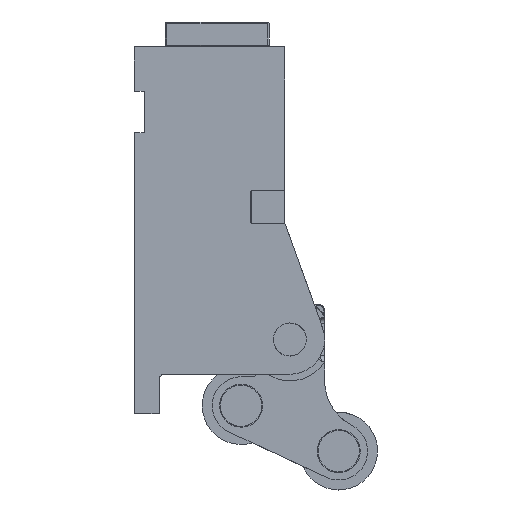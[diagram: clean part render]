
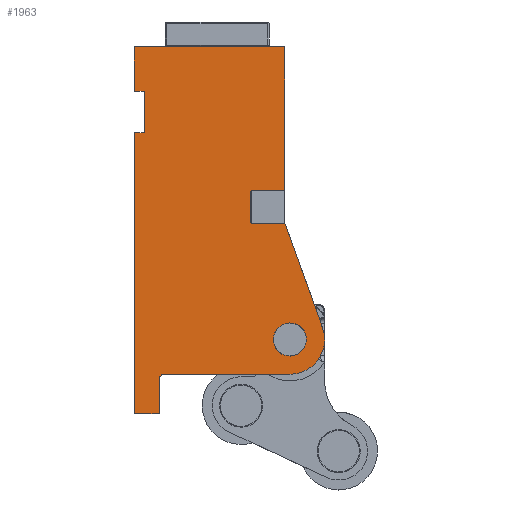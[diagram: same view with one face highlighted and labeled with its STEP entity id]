
A CAD part, left-side view. The second image highlights one B-rep face of the part: STEP entity #1963.
In plain terms, the highlighted planar face has unit normal (-1, 0, 0).
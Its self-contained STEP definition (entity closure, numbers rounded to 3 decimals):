
#805=CARTESIAN_POINT('Vertex',(-20.5,-96.587,-107.)) ;
#808=CARTESIAN_POINT('Line Origine',(-20.5,-106.237,-107.)) ;
#812=CARTESIAN_POINT('Vertex',(-20.5,-115.887,-107.)) ;
#983=CARTESIAN_POINT('Vertex',(-20.5,-39.887,-222.)) ;
#986=CARTESIAN_POINT('Line Origine',(-20.5,-32.387,-222.)) ;
#990=CARTESIAN_POINT('Vertex',(-20.5,-24.887,-222.)) ;
#1033=CARTESIAN_POINT('Line Origine',(-20.5,-24.887,-137.)) ;
#1037=CARTESIAN_POINT('Vertex',(-20.5,-24.887,-52.)) ;
#1147=CARTESIAN_POINT('Line Origine',(-20.5,-27.887,-52.)) ;
#1151=CARTESIAN_POINT('Vertex',(-20.5,-30.887,-52.)) ;
#1171=CARTESIAN_POINT('Line Origine',(-20.5,-30.887,-39.5)) ;
#1175=CARTESIAN_POINT('Vertex',(-20.5,-30.887,-27.)) ;
#1195=CARTESIAN_POINT('Line Origine',(-20.5,-27.887,-27.)) ;
#1199=CARTESIAN_POINT('Vertex',(-20.5,-24.887,-27.)) ;
#1214=CARTESIAN_POINT('Line Origine',(-20.5,-24.887,-13.5)) ;
#1218=CARTESIAN_POINT('Vertex',(-20.5,-24.887,0.)) ;
#1274=CARTESIAN_POINT('Line Origine',(-20.5,-70.387,0.)) ;
#1278=CARTESIAN_POINT('Vertex',(-20.5,-115.887,0.)) ;
#1316=CARTESIAN_POINT('Line Origine',(-20.5,-115.887,-43.5)) ;
#1320=CARTESIAN_POINT('Vertex',(-20.5,-115.887,-87.)) ;
#1426=CARTESIAN_POINT('Line Origine',(-20.5,-106.237,-87.)) ;
#1430=CARTESIAN_POINT('Vertex',(-20.5,-96.587,-87.)) ;
#1482=CARTESIAN_POINT('Line Origine',(-20.5,-127.295,-138.525)) ;
#1486=CARTESIAN_POINT('Vertex',(-20.5,-138.704,-170.049)) ;
#1691=CARTESIAN_POINT('Vertex',(-20.5,-95.087,-105.5)) ;
#1694=CARTESIAN_POINT('Axis2P3D Location',(-20.5,-96.587,-105.5)) ;
#1735=CARTESIAN_POINT('Axis2P3D Location',(-20.5,-96.587,-88.5)) ;
#1739=CARTESIAN_POINT('Vertex',(-20.5,-95.087,-88.5)) ;
#1790=CARTESIAN_POINT('Line Origine',(-20.5,-95.087,-97.)) ;
#1894=CARTESIAN_POINT('Axis2P3D Location',(-20.5,-24.887,-222.)) ;
#1899=CARTESIAN_POINT('Axis2P3D Location',(-20.5,-118.887,-177.)) ;
#1903=CARTESIAN_POINT('Vertex',(-20.5,-118.887,-198.)) ;
#1906=CARTESIAN_POINT('Line Origine',(-20.5,-39.887,-211.5)) ;
#1910=CARTESIAN_POINT('Vertex',(-20.5,-39.887,-201.)) ;
#1913=CARTESIAN_POINT('Axis2P3D Location',(-20.5,-42.887,-201.)) ;
#1917=CARTESIAN_POINT('Vertex',(-20.5,-42.887,-198.)) ;
#1920=CARTESIAN_POINT('Line Origine',(-20.5,-80.887,-198.)) ;
#1945=CARTESIAN_POINT('Axis2P3D Location',(-20.5,-118.887,-177.)) ;
#1949=CARTESIAN_POINT('Vertex',(-20.5,-123.682,-168.224)) ;
#1951=CARTESIAN_POINT('Vertex',(-20.5,-114.093,-185.776)) ;
#1954=CARTESIAN_POINT('Axis2P3D Location',(-20.5,-118.887,-177.)) ;
#809=DIRECTION('Vector Direction',(0.,-1.,0.)) ;
#987=DIRECTION('Vector Direction',(0.,-1.,0.)) ;
#1034=DIRECTION('Vector Direction',(0.,0.,1.)) ;
#1148=DIRECTION('Vector Direction',(0.,-1.,0.)) ;
#1172=DIRECTION('Vector Direction',(0.,0.,1.)) ;
#1196=DIRECTION('Vector Direction',(0.,-1.,0.)) ;
#1215=DIRECTION('Vector Direction',(0.,0.,1.)) ;
#1275=DIRECTION('Vector Direction',(0.,-1.,0.)) ;
#1317=DIRECTION('Vector Direction',(0.,0.,-1.)) ;
#1427=DIRECTION('Vector Direction',(0.,1.,0.)) ;
#1483=DIRECTION('Vector Direction',(0.,-0.34,-0.94)) ;
#1695=DIRECTION('Axis2P3D Direction',(1.,0.,0.)) ;
#1736=DIRECTION('Axis2P3D Direction',(1.,0.,0.)) ;
#1791=DIRECTION('Vector Direction',(0.,0.,-1.)) ;
#1895=DIRECTION('Axis2P3D Direction',(1.,0.,0.)) ;
#1896=DIRECTION('Axis2P3D XDirection',(0.,0.,1.)) ;
#1900=DIRECTION('Axis2P3D Direction',(1.,0.,0.)) ;
#1907=DIRECTION('Vector Direction',(0.,0.,1.)) ;
#1914=DIRECTION('Axis2P3D Direction',(1.,0.,0.)) ;
#1921=DIRECTION('Vector Direction',(0.,-1.,0.)) ;
#1946=DIRECTION('Axis2P3D Direction',(1.,0.,0.)) ;
#1955=DIRECTION('Axis2P3D Direction',(1.,0.,0.)) ;
#1696=AXIS2_PLACEMENT_3D('Circle Axis2P3D',#1694,#1695,$) ;
#1737=AXIS2_PLACEMENT_3D('Circle Axis2P3D',#1735,#1736,$) ;
#1897=AXIS2_PLACEMENT_3D('Plane Axis2P3D',#1894,#1895,#1896) ;
#1901=AXIS2_PLACEMENT_3D('Circle Axis2P3D',#1899,#1900,$) ;
#1915=AXIS2_PLACEMENT_3D('Circle Axis2P3D',#1913,#1914,$) ;
#1947=AXIS2_PLACEMENT_3D('Circle Axis2P3D',#1945,#1946,$) ;
#1956=AXIS2_PLACEMENT_3D('Circle Axis2P3D',#1954,#1955,$) ;
#1926=ORIENTED_EDGE('',*,*,#1905,.F.) ;
#1927=ORIENTED_EDGE('',*,*,#1488,.F.) ;
#1928=ORIENTED_EDGE('',*,*,#814,.F.) ;
#1929=ORIENTED_EDGE('',*,*,#1698,.F.) ;
#1930=ORIENTED_EDGE('',*,*,#1794,.F.) ;
#1931=ORIENTED_EDGE('',*,*,#1741,.F.) ;
#1932=ORIENTED_EDGE('',*,*,#1432,.F.) ;
#1933=ORIENTED_EDGE('',*,*,#1322,.F.) ;
#1934=ORIENTED_EDGE('',*,*,#1280,.F.) ;
#1935=ORIENTED_EDGE('',*,*,#1220,.F.) ;
#1936=ORIENTED_EDGE('',*,*,#1201,.F.) ;
#1937=ORIENTED_EDGE('',*,*,#1177,.F.) ;
#1938=ORIENTED_EDGE('',*,*,#1153,.F.) ;
#1939=ORIENTED_EDGE('',*,*,#1039,.F.) ;
#1940=ORIENTED_EDGE('',*,*,#992,.F.) ;
#1941=ORIENTED_EDGE('',*,*,#1912,.F.) ;
#1942=ORIENTED_EDGE('',*,*,#1919,.F.) ;
#1943=ORIENTED_EDGE('',*,*,#1924,.F.) ;
#1960=ORIENTED_EDGE('',*,*,#1953,.T.) ;
#1961=ORIENTED_EDGE('',*,*,#1958,.T.) ;
#1962=FACE_BOUND('',#1959,.T.) ;
#810=VECTOR('Line Direction',#809,1.) ;
#988=VECTOR('Line Direction',#987,1.) ;
#1035=VECTOR('Line Direction',#1034,1.) ;
#1149=VECTOR('Line Direction',#1148,1.) ;
#1173=VECTOR('Line Direction',#1172,1.) ;
#1197=VECTOR('Line Direction',#1196,1.) ;
#1216=VECTOR('Line Direction',#1215,1.) ;
#1276=VECTOR('Line Direction',#1275,1.) ;
#1318=VECTOR('Line Direction',#1317,1.) ;
#1428=VECTOR('Line Direction',#1427,1.) ;
#1484=VECTOR('Line Direction',#1483,1.) ;
#1792=VECTOR('Line Direction',#1791,1.) ;
#1908=VECTOR('Line Direction',#1907,1.) ;
#1922=VECTOR('Line Direction',#1921,1.) ;
#1963=ADVANCED_FACE('CU_P-32-50_0.1\\PartBody',(#1944,#1962),#1898,.F.) ;
#1697=CIRCLE('generated circle',#1696,1.5) ;
#1738=CIRCLE('generated circle',#1737,1.5) ;
#1902=CIRCLE('generated circle',#1901,21.) ;
#1916=CIRCLE('generated circle',#1915,3.) ;
#1948=CIRCLE('generated circle',#1947,10.) ;
#1957=CIRCLE('generated circle',#1956,10.) ;
#814=EDGE_CURVE('',#806,#813,#811,.T.) ;
#992=EDGE_CURVE('',#984,#991,#989,.F.) ;
#1039=EDGE_CURVE('',#991,#1038,#1036,.T.) ;
#1153=EDGE_CURVE('',#1038,#1152,#1150,.T.) ;
#1177=EDGE_CURVE('',#1152,#1176,#1174,.T.) ;
#1201=EDGE_CURVE('',#1176,#1200,#1198,.F.) ;
#1220=EDGE_CURVE('',#1200,#1219,#1217,.T.) ;
#1280=EDGE_CURVE('',#1219,#1279,#1277,.T.) ;
#1322=EDGE_CURVE('',#1279,#1321,#1319,.T.) ;
#1432=EDGE_CURVE('',#1321,#1431,#1429,.T.) ;
#1488=EDGE_CURVE('',#813,#1487,#1485,.T.) ;
#1698=EDGE_CURVE('',#1692,#806,#1697,.F.) ;
#1741=EDGE_CURVE('',#1431,#1740,#1738,.F.) ;
#1794=EDGE_CURVE('',#1740,#1692,#1793,.T.) ;
#1905=EDGE_CURVE('',#1487,#1904,#1902,.T.) ;
#1912=EDGE_CURVE('',#1911,#984,#1909,.F.) ;
#1919=EDGE_CURVE('',#1918,#1911,#1916,.F.) ;
#1924=EDGE_CURVE('',#1904,#1918,#1923,.F.) ;
#1953=EDGE_CURVE('',#1950,#1952,#1948,.T.) ;
#1958=EDGE_CURVE('',#1952,#1950,#1957,.T.) ;
#1925=EDGE_LOOP('',(#1926,#1927,#1928,#1929,#1930,#1931,#1932,#1933,#1934,#1935,#1936,#1937,#1938,#1939,#1940,#1941,#1942,#1943)) ;
#1959=EDGE_LOOP('',(#1960,#1961)) ;
#1944=FACE_OUTER_BOUND('',#1925,.T.) ;
#811=LINE('Line',#808,#810) ;
#989=LINE('Line',#986,#988) ;
#1036=LINE('Line',#1033,#1035) ;
#1150=LINE('Line',#1147,#1149) ;
#1174=LINE('Line',#1171,#1173) ;
#1198=LINE('Line',#1195,#1197) ;
#1217=LINE('Line',#1214,#1216) ;
#1277=LINE('Line',#1274,#1276) ;
#1319=LINE('Line',#1316,#1318) ;
#1429=LINE('Line',#1426,#1428) ;
#1485=LINE('Line',#1482,#1484) ;
#1793=LINE('Line',#1790,#1792) ;
#1909=LINE('Line',#1906,#1908) ;
#1923=LINE('Line',#1920,#1922) ;
#1898=PLANE('Plane',#1897) ;
#806=VERTEX_POINT('',#805) ;
#813=VERTEX_POINT('',#812) ;
#984=VERTEX_POINT('',#983) ;
#991=VERTEX_POINT('',#990) ;
#1038=VERTEX_POINT('',#1037) ;
#1152=VERTEX_POINT('',#1151) ;
#1176=VERTEX_POINT('',#1175) ;
#1200=VERTEX_POINT('',#1199) ;
#1219=VERTEX_POINT('',#1218) ;
#1279=VERTEX_POINT('',#1278) ;
#1321=VERTEX_POINT('',#1320) ;
#1431=VERTEX_POINT('',#1430) ;
#1487=VERTEX_POINT('',#1486) ;
#1692=VERTEX_POINT('',#1691) ;
#1740=VERTEX_POINT('',#1739) ;
#1904=VERTEX_POINT('',#1903) ;
#1911=VERTEX_POINT('',#1910) ;
#1918=VERTEX_POINT('',#1917) ;
#1950=VERTEX_POINT('',#1949) ;
#1952=VERTEX_POINT('',#1951) ;
